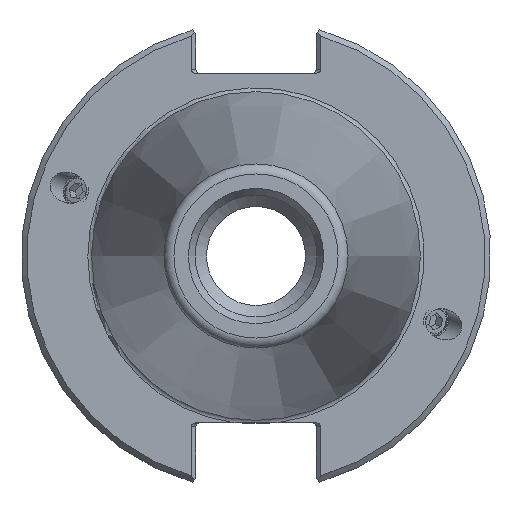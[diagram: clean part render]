
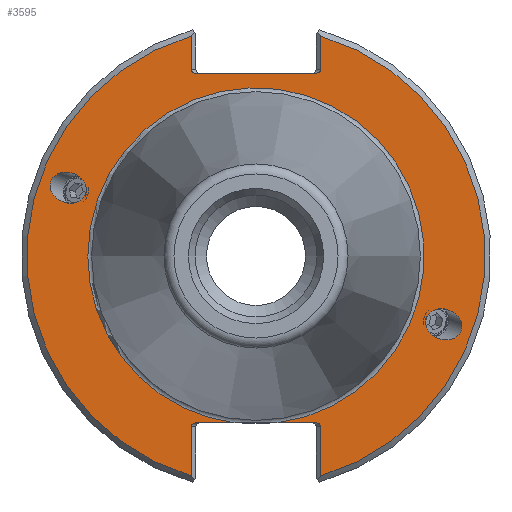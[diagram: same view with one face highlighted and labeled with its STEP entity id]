
A CAD part, left-side view. The second image highlights one B-rep face of the part: STEP entity #3595.
In plain terms, the highlighted planar face has unit normal (-1, 0, 0).
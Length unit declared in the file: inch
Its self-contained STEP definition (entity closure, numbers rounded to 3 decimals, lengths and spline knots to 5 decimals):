
#124=CARTESIAN_POINT('',(0.125,-0.90631,-0.32987));
#125=VERTEX_POINT('',#124);
#126=CARTESIAN_POINT('',(0.125,-0.99889,-0.36357));
#127=DIRECTION('',(1.0,0.,0.));
#128=DIRECTION('',(0.,-0.94,-0.342));
#129=AXIS2_PLACEMENT_3D('',#126,#127,#128);
#130=ELLIPSE('',#129,0.09853,0.08071);
#131=EDGE_CURVE('',#125,#125,#130,.T.);
#308=CARTESIAN_POINT('',(0.125,0.90631,0.32987));
#309=VERTEX_POINT('',#308);
#310=CARTESIAN_POINT('',(0.125,0.99889,0.36357));
#311=DIRECTION('',(1.0,0.,0.));
#312=DIRECTION('',(0.,0.94,0.342));
#313=AXIS2_PLACEMENT_3D('',#310,#311,#312);
#314=ELLIPSE('',#313,0.09853,0.08071);
#315=EDGE_CURVE('',#309,#309,#314,.T.);
#2647=CARTESIAN_POINT('',(0.125,0.345,0.992));
#2648=VERTEX_POINT('',#2647);
#2655=CARTESIAN_POINT('',(0.125,0.31672,0.972));
#2656=VERTEX_POINT('',#2655);
#2657=CARTESIAN_POINT('',(0.125,0.31672,0.992));
#2658=DIRECTION('',(-1.0,0.0,0.0));
#2659=DIRECTION('',(0.0,1.0,0.0));
#2660=AXIS2_PLACEMENT_3D('',#2657,#2658,#2659);
#2661=ELLIPSE('',#2660,0.02828,0.02);
#2662=EDGE_CURVE('',#2648,#2656,#2661,.T.);
#2747=CARTESIAN_POINT('',(0.125,0.345,1.1702));
#2748=VERTEX_POINT('',#2747);
#2755=CARTESIAN_POINT('',(0.125,0.345,1.1702));
#2756=DIRECTION('',(0.0,0.0,-1.0));
#2757=VECTOR('',#2756,0.1782);
#2758=LINE('',#2755,#2757);
#2759=EDGE_CURVE('',#2748,#2648,#2758,.T.);
#2859=CARTESIAN_POINT('',(0.125,-0.31672,0.972));
#2860=VERTEX_POINT('',#2859);
#2867=CARTESIAN_POINT('',(0.125,-0.345,0.992));
#2868=VERTEX_POINT('',#2867);
#2869=CARTESIAN_POINT('',(0.125,-0.31672,0.992));
#2870=DIRECTION('',(-1.0,0.0,0.0));
#2871=DIRECTION('',(0.0,-1.0,0.0));
#2872=AXIS2_PLACEMENT_3D('',#2869,#2870,#2871);
#2873=ELLIPSE('',#2872,0.02828,0.02);
#2874=EDGE_CURVE('',#2860,#2868,#2873,.T.);
#2924=CARTESIAN_POINT('',(0.125,-0.345,1.1702));
#2925=VERTEX_POINT('',#2924);
#2926=CARTESIAN_POINT('',(0.125,-0.345,0.992));
#2927=DIRECTION('',(0.0,0.0,1.0));
#2928=VECTOR('',#2927,0.1782);
#2929=LINE('',#2926,#2928);
#2930=EDGE_CURVE('',#2868,#2925,#2929,.T.);
#2948=CARTESIAN_POINT('',(0.125,-0.345,-0.908));
#2949=VERTEX_POINT('',#2948);
#2950=CARTESIAN_POINT('',(0.125,-0.31672,-0.888));
#2951=VERTEX_POINT('',#2950);
#2952=CARTESIAN_POINT('',(0.125,-0.31672,-0.908));
#2953=DIRECTION('',(-1.0,0.0,0.0));
#2954=DIRECTION('',(0.0,-1.0,0.0));
#2955=AXIS2_PLACEMENT_3D('',#2952,#2953,#2954);
#2956=ELLIPSE('',#2955,0.02828,0.02);
#2957=EDGE_CURVE('',#2949,#2951,#2956,.T.);
#3055=CARTESIAN_POINT('',(0.125,-0.345,-1.1702));
#3056=VERTEX_POINT('',#3055);
#3063=CARTESIAN_POINT('',(0.125,-0.345,-1.1702));
#3064=DIRECTION('',(0.0,0.0,1.0));
#3065=VECTOR('',#3064,0.2622);
#3066=LINE('',#3063,#3065);
#3067=EDGE_CURVE('',#3056,#2949,#3066,.T.);
#3167=CARTESIAN_POINT('',(0.125,0.31672,-0.888));
#3168=VERTEX_POINT('',#3167);
#3175=CARTESIAN_POINT('',(0.125,0.345,-0.908));
#3176=VERTEX_POINT('',#3175);
#3177=CARTESIAN_POINT('',(0.125,0.31672,-0.908));
#3178=DIRECTION('',(-1.0,0.0,0.0));
#3179=DIRECTION('',(0.0,1.0,0.0));
#3180=AXIS2_PLACEMENT_3D('',#3177,#3178,#3179);
#3181=ELLIPSE('',#3180,0.02828,0.02);
#3182=EDGE_CURVE('',#3168,#3176,#3181,.T.);
#3232=CARTESIAN_POINT('',(0.125,0.345,-1.1702));
#3233=VERTEX_POINT('',#3232);
#3234=CARTESIAN_POINT('',(0.125,0.345,-0.908));
#3235=DIRECTION('',(0.0,0.0,-1.0));
#3236=VECTOR('',#3235,0.2622);
#3237=LINE('',#3234,#3236);
#3238=EDGE_CURVE('',#3176,#3233,#3237,.T.);
#3305=CARTESIAN_POINT('',(0.125,0.31672,0.972));
#3306=DIRECTION('',(0.0,-1.0,0.0));
#3307=VECTOR('',#3306,0.63343);
#3308=LINE('',#3305,#3307);
#3309=EDGE_CURVE('',#2656,#2860,#3308,.T.);
#3507=CARTESIAN_POINT('',(0.125,-0.11172,-0.888));
#3508=VERTEX_POINT('',#3507);
#3509=CARTESIAN_POINT('',(0.125,0.11172,-0.888));
#3510=VERTEX_POINT('',#3509);
#3525=CARTESIAN_POINT('',(0.125,0.,0.0));
#3526=DIRECTION('',(-1.0,0.0,0.0));
#3527=DIRECTION('',(0.0,-1.0,0.0));
#3528=AXIS2_PLACEMENT_3D('',#3525,#3526,#3527);
#3529=CIRCLE('',#3528,0.895);
#3530=EDGE_CURVE('',#3508,#3510,#3529,.T.);
#3546=CARTESIAN_POINT('',(0.125,1.0625,0.0));
#3547=DIRECTION('',(-1.0,0.0,0.0));
#3548=DIRECTION('',(0.0,0.0,1.0));
#3549=AXIS2_PLACEMENT_3D('',#3546,#3547,#3548);
#3550=PLANE('',#3549);
#3551=ORIENTED_EDGE('',*,*,#3530,.F.);
#3552=CARTESIAN_POINT('',(0.125,-0.31672,-0.888));
#3553=DIRECTION('',(0.0,1.0,0.0));
#3554=VECTOR('',#3553,0.205);
#3555=LINE('',#3552,#3554);
#3556=EDGE_CURVE('',#2951,#3508,#3555,.T.);
#3557=ORIENTED_EDGE('',*,*,#3556,.F.);
#3558=ORIENTED_EDGE('',*,*,#2957,.F.);
#3559=ORIENTED_EDGE('',*,*,#3067,.F.);
#3560=CARTESIAN_POINT('',(0.125,0.,0.0));
#3561=DIRECTION('',(1.0,0.0,0.0));
#3562=DIRECTION('',(0.0,-1.0,0.0));
#3563=AXIS2_PLACEMENT_3D('',#3560,#3561,#3562);
#3564=CIRCLE('',#3563,1.22);
#3565=EDGE_CURVE('',#2925,#3056,#3564,.T.);
#3566=ORIENTED_EDGE('',*,*,#3565,.F.);
#3567=ORIENTED_EDGE('',*,*,#2930,.F.);
#3568=ORIENTED_EDGE('',*,*,#2874,.F.);
#3569=ORIENTED_EDGE('',*,*,#3309,.F.);
#3570=ORIENTED_EDGE('',*,*,#2662,.F.);
#3571=ORIENTED_EDGE('',*,*,#2759,.F.);
#3572=CARTESIAN_POINT('',(0.125,0.,0.0));
#3573=DIRECTION('',(1.0,0.0,0.0));
#3574=DIRECTION('',(0.0,1.0,0.0));
#3575=AXIS2_PLACEMENT_3D('',#3572,#3573,#3574);
#3576=CIRCLE('',#3575,1.22);
#3577=EDGE_CURVE('',#3233,#2748,#3576,.T.);
#3578=ORIENTED_EDGE('',*,*,#3577,.F.);
#3579=ORIENTED_EDGE('',*,*,#3238,.F.);
#3580=ORIENTED_EDGE('',*,*,#3182,.F.);
#3581=CARTESIAN_POINT('',(0.125,0.11172,-0.888));
#3582=DIRECTION('',(0.0,1.0,0.0));
#3583=VECTOR('',#3582,0.205);
#3584=LINE('',#3581,#3583);
#3585=EDGE_CURVE('',#3510,#3168,#3584,.T.);
#3586=ORIENTED_EDGE('',*,*,#3585,.F.);
#3587=EDGE_LOOP('',(#3551,#3557,#3558,#3559,#3566,#3567,#3568,#3569,#3570,#3571,#3578,#3579,#3580,#3586));
#3588=FACE_OUTER_BOUND('',#3587,.T.);
#3589=ORIENTED_EDGE('',*,*,#131,.T.);
#3590=EDGE_LOOP('',(#3589));
#3591=FACE_BOUND('',#3590,.T.);
#3592=ORIENTED_EDGE('',*,*,#315,.T.);
#3593=EDGE_LOOP('',(#3592));
#3594=FACE_BOUND('',#3593,.T.);
#3595=ADVANCED_FACE('',(#3588,#3591,#3594),#3550,.T.);
